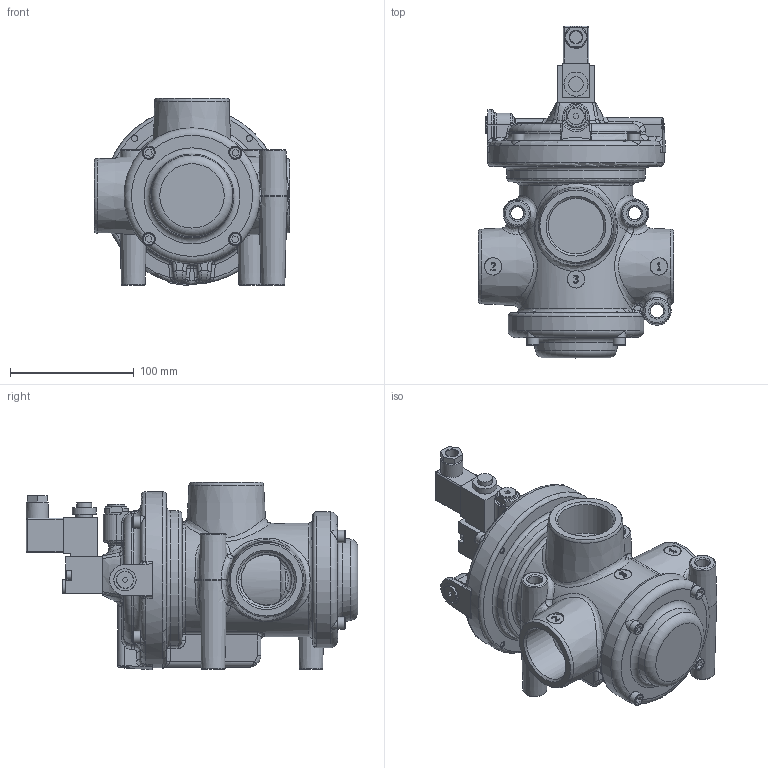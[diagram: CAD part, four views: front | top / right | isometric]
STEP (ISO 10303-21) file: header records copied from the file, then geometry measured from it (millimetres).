
FILE_DESCRIPTION(/* description */ (''),/* implementation_level */ '2;1');
FILE_NAME(/* name */ '3D_evv77r11-224.stp',/* time_stamp */ '2019-05-13T11:15:49+02:00',/* author */ ('JosepM'),/* organization */ (''),/* preprocessor_version */ 'ST-DEVELOPER v17',/* originating_system */ 'Autodesk Inventor 2019',/* authorisation */ '');
FILE_SCHEMA (('AUTOMOTIVE_DESIGN { 1 0 10303 214 3 1 1 }'));
Length unit declared in the file: millimetre
Products named in the file (1): Pieza13
Bounding box: 158 x 268.5 x 151.75 mm (x, y, z)
Volume: 1956396.6 mm3; surface area: 183246 mm2
Topology: 1 solids, 22 shells, 845 faces, 2156 edges, 1378 vertices
Faces by surface type: plane 315, bspline 200, cylinder 159, cone 90, torus 64, sphere 17
Full cylindrical faces by diameter (mm): 4 x11, 4.917 x8, 6 x9, 7 x3, 7.3 x1, 8 x2, 8.566 x1, 8.68 x1, 10 x11, 12 x1, 13.3 x1, 14 x5, 18 x2, 19 x1, 19.5 x1, 45 x3, 110 x1, 143 x1
Entity records: 38617 total; most frequent: CARTESIAN_POINT 19079, ORIENTED_EDGE 4280, DIRECTION 3739, EDGE_CURVE 2140, AXIS2_PLACEMENT_3D 1503, VERTEX_POINT 1378, EDGE_LOOP 916, FACE_OUTER_BOUND 845
